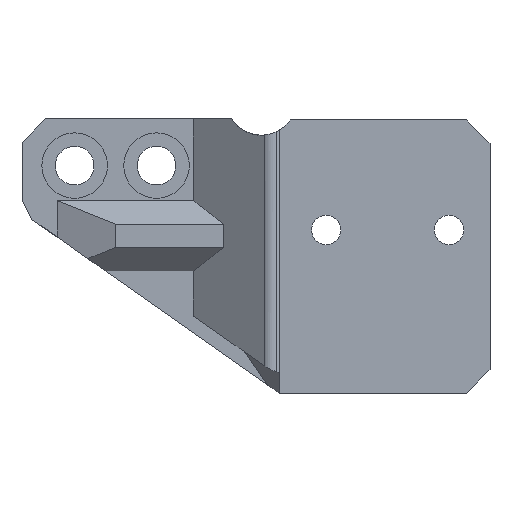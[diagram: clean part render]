
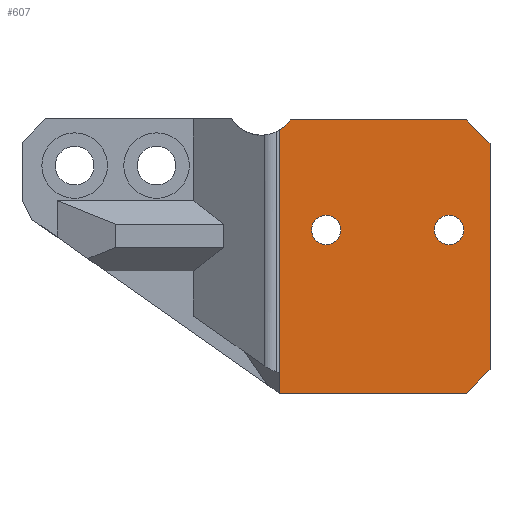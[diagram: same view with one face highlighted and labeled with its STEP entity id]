
A CAD part, left-side view. The second image highlights one B-rep face of the part: STEP entity #607.
In plain terms, the highlighted planar face has unit normal (-1, 0, 0).
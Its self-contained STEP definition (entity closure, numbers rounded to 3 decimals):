
#19=FACE_BOUND('',#92,.T.);
#20=FACE_BOUND('',#93,.T.);
#31=PLANE('',#658);
#58=FACE_OUTER_BOUND('',#91,.T.);
#91=EDGE_LOOP('',(#439,#440,#441,#442,#443,#444,#445));
#92=EDGE_LOOP('',(#446));
#93=EDGE_LOOP('',(#447));
#134=LINE('',#890,#202);
#136=LINE('',#894,#204);
#139=LINE('',#900,#207);
#140=LINE('',#904,#208);
#141=LINE('',#906,#209);
#142=LINE('',#907,#210);
#202=VECTOR('',#720,10.);
#204=VECTOR('',#724,10.);
#207=VECTOR('',#729,10.);
#208=VECTOR('',#732,10.);
#209=VECTOR('',#733,10.);
#210=VECTOR('',#734,10.);
#267=CIRCLE('',#652,1.25);
#269=CIRCLE('',#655,1.25);
#270=CIRCLE('',#659,3.);
#281=VERTEX_POINT('',#874);
#283=VERTEX_POINT('',#880);
#286=VERTEX_POINT('',#887);
#287=VERTEX_POINT('',#889);
#288=VERTEX_POINT('',#893);
#290=VERTEX_POINT('',#899);
#291=VERTEX_POINT('',#901);
#292=VERTEX_POINT('',#903);
#293=VERTEX_POINT('',#905);
#339=EDGE_CURVE('',#281,#281,#267,.T.);
#342=EDGE_CURVE('',#283,#283,#269,.T.);
#345=EDGE_CURVE('',#286,#287,#134,.T.);
#347=EDGE_CURVE('',#287,#288,#136,.F.);
#350=EDGE_CURVE('',#290,#286,#139,.F.);
#351=EDGE_CURVE('',#291,#290,#270,.F.);
#352=EDGE_CURVE('',#292,#291,#140,.F.);
#353=EDGE_CURVE('',#292,#293,#141,.T.);
#354=EDGE_CURVE('',#288,#293,#142,.T.);
#439=ORIENTED_EDGE('',*,*,#345,.F.);
#440=ORIENTED_EDGE('',*,*,#350,.F.);
#441=ORIENTED_EDGE('',*,*,#351,.F.);
#442=ORIENTED_EDGE('',*,*,#352,.F.);
#443=ORIENTED_EDGE('',*,*,#353,.T.);
#444=ORIENTED_EDGE('',*,*,#354,.F.);
#445=ORIENTED_EDGE('',*,*,#347,.F.);
#446=ORIENTED_EDGE('',*,*,#339,.T.);
#447=ORIENTED_EDGE('',*,*,#342,.T.);
#607=ADVANCED_FACE('',(#58,#19,#20),#31,.F.);
#652=AXIS2_PLACEMENT_3D('',#876,#707,#708);
#655=AXIS2_PLACEMENT_3D('',#882,#714,#715);
#658=AXIS2_PLACEMENT_3D('',#898,#727,#728);
#659=AXIS2_PLACEMENT_3D('',#902,#730,#731);
#707=DIRECTION('center_axis',(1.,0.,0.));
#708=DIRECTION('ref_axis',(0.,1.,0.));
#714=DIRECTION('center_axis',(1.,0.,0.));
#715=DIRECTION('ref_axis',(0.,1.,0.));
#720=DIRECTION('',(0.,-0.707,-0.707));
#724=DIRECTION('',(0.,0.,1.));
#727=DIRECTION('center_axis',(1.,0.,0.));
#728=DIRECTION('ref_axis',(0.,1.,0.));
#729=DIRECTION('',(0.,1.,0.));
#730=DIRECTION('center_axis',(1.,0.,0.));
#731=DIRECTION('ref_axis',(0.,0.,1.));
#732=DIRECTION('',(0.,0.,-1.));
#733=DIRECTION('',(0.,-1.,0.));
#734=DIRECTION('',(0.,0.707,-0.707));
#874=CARTESIAN_POINT('',(0.2,-19.25,-5.5));
#876=CARTESIAN_POINT('Origin',(0.2,-18.,-5.5));
#880=CARTESIAN_POINT('',(0.2,-29.75,-5.5));
#882=CARTESIAN_POINT('Origin',(0.2,-28.5,-5.5));
#887=CARTESIAN_POINT('',(0.2,-30.,3.9));
#889=CARTESIAN_POINT('',(0.2,-32.,1.9));
#890=CARTESIAN_POINT('',(0.2,-39.016,-5.116));
#893=CARTESIAN_POINT('',(0.2,-32.,-17.452));
#894=CARTESIAN_POINT('',(0.2,-32.,-25.));
#898=CARTESIAN_POINT('Origin',(0.2,-35.165,-25.));
#899=CARTESIAN_POINT('',(0.2,-14.922,3.9));
#900=CARTESIAN_POINT('',(0.2,-30.552,3.9));
#901=CARTESIAN_POINT('',(0.2,-14.,3.031));
#902=CARTESIAN_POINT('Origin',(0.2,-12.45,5.6));
#903=CARTESIAN_POINT('',(0.2,-14.,-19.452));
#904=CARTESIAN_POINT('',(0.2,-14.,-25.));
#905=CARTESIAN_POINT('',(0.2,-30.,-19.452));
#906=CARTESIAN_POINT('',(0.2,-33.582,-19.452));
#907=CARTESIAN_POINT('',(0.2,-30.404,-19.047));
